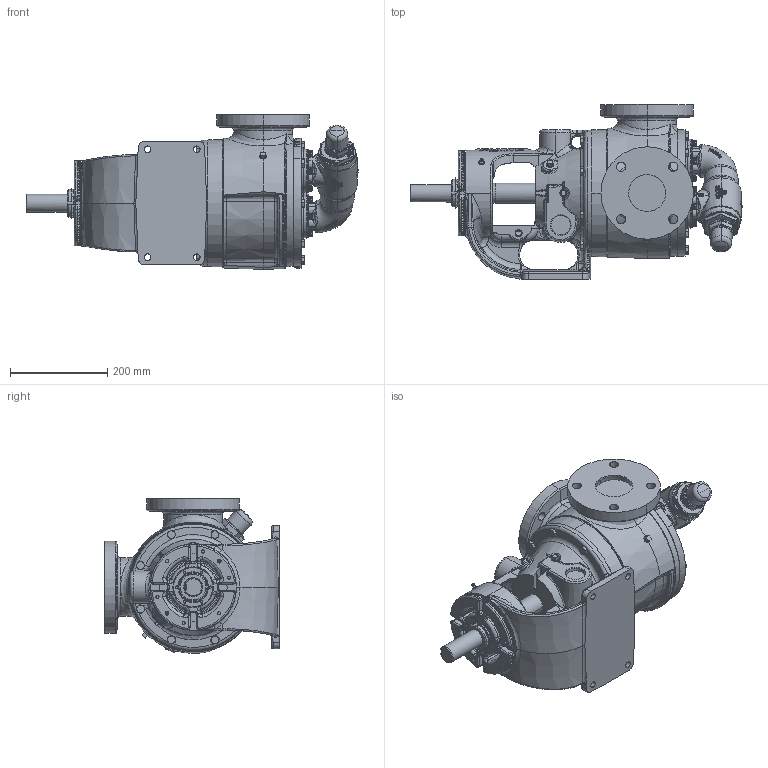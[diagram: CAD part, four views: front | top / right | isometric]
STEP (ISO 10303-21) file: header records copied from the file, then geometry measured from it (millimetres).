
FILE_DESCRIPTION (( 'STEP AP203' ), '1' );
FILE_NAME ('LS224A_RV.STEP', '2019-11-25T17:05:00', ( '' ), ( '' ), 'SwSTEP 2.0', 'SolidWorks 2018', '' );
FILE_SCHEMA (( 'CONFIG_CONTROL_DESIGN' ));
Length unit declared in the file: inch
Products named in the file (1): LS224A_RV
Bounding box: 684.48 x 360.43 x 319.02 mm (x, y, z)
Volume: 20327465.2 mm3; surface area: 927684.2 mm2
Topology: 1 solids, 1 shells, 3800 faces, 9727 edges, 5916 vertices
Faces by surface type: plane 1104, bspline 936, cylinder 866, cone 571, torus 253, sphere 70
Entity records: 189542 total; most frequent: CARTESIAN_POINT 106657, ORIENTED_EDGE 19194, DIRECTION 15008, EDGE_CURVE 9597, AXIS2_PLACEMENT_3D 6143, VERTEX_POINT 5913, EDGE_LOOP 3954, FACE_OUTER_BOUND 3800
